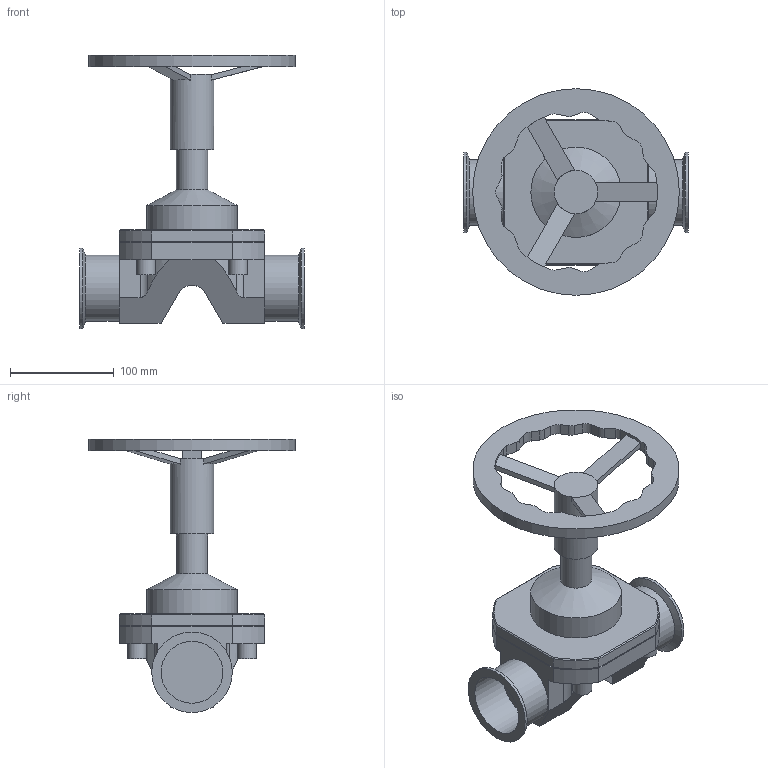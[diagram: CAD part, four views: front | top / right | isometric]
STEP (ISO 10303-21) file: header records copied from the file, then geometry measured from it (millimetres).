
FILE_DESCRIPTION(/* description */ (''),/* implementation_level */ '2;1');
FILE_NAME(/* name */ 'DHS2S_CXC_25.stp',/* time_stamp */ '2021-08-19T16:58:13+09:00',/* author */ ('m'),/* organization */ (''),/* preprocessor_version */ 'ST-DEVELOPER v18.1',/* originating_system */ 'Autodesk Inventor 2021',/* authorisation */ '');
FILE_SCHEMA (('AUTOMOTIVE_DESIGN { 1 0 10303 214 3 1 1 }'));
Length unit declared in the file: millimetre
Products named in the file (1): DHS2S_CXC_25
Bounding box: 216 x 199 x 262.95 mm (x, y, z)
Volume: 1545918.8 mm3; surface area: 177863.3 mm2
Topology: 1 solids, 1 shells, 150 faces, 401 edges, 257 vertices
Faces by surface type: plane 78, cylinder 61, cone 11
Full cylindrical faces by diameter (mm): 18 x4, 30 x1, 42 x1, 59.5 x2, 63.5 x2, 77.5 x2, 87 x1, 199 x1
Entity records: 4670 total; most frequent: CARTESIAN_POINT 839, DIRECTION 823, ORIENTED_EDGE 778, EDGE_CURVE 389, AXIS2_PLACEMENT_3D 299, VERTEX_POINT 251, LINE 225, VECTOR 225
